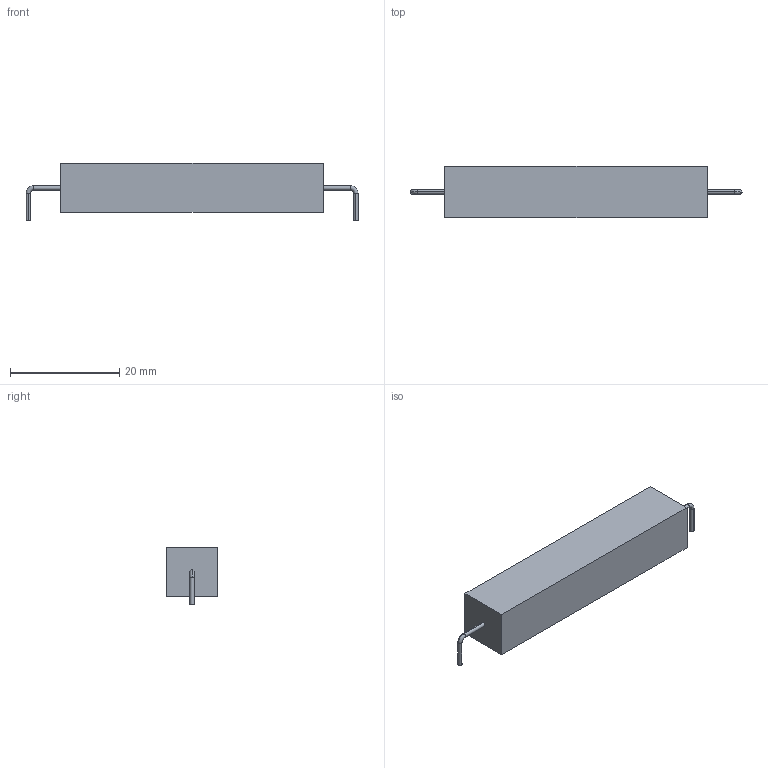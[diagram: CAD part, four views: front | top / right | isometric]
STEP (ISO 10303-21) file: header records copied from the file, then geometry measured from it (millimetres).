
FILE_DESCRIPTION (( 'STEP AP214' ), '1' );
FILE_NAME ('A770045D-811D-45A9-8BFB-BDBFCFBC8924.STEP', '2024-11-15T07:56:54', ( '' ), ( '' ), 'SwSTEP 2.0', 'SolidWorks 2022', '' );
FILE_SCHEMA (( 'AUTOMOTIVE_DESIGN' ));
Length unit declared in the file: millimetre
Products named in the file (1): A770045D-811D-45A9-8BFB-BDBFCFBC8924
Bounding box: 60.8 x 9.5 x 10.5 mm (x, y, z)
Volume: 4115.6 mm3; surface area: 2007.2 mm2
Topology: 3 solids, 3 shells, 22 faces, 44 edges, 28 vertices
Faces by surface type: plane 10, cylinder 8, torus 4
Entity records: 632 total; most frequent: DIRECTION 114, CARTESIAN_POINT 95, ORIENTED_EDGE 88, AXIS2_PLACEMENT_3D 47, EDGE_CURVE 44, VERTEX_POINT 28, CIRCLE 24, EDGE_LOOP 22
